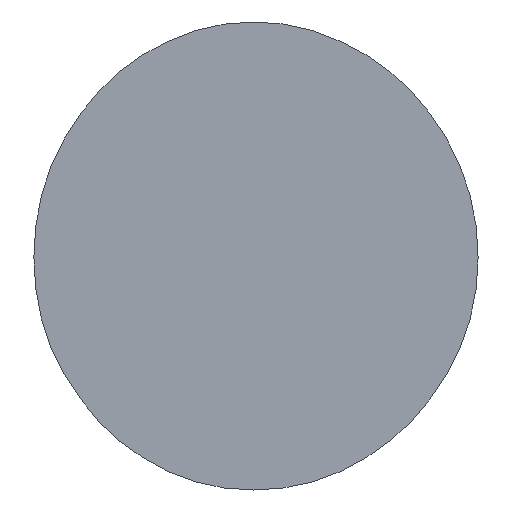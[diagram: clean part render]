
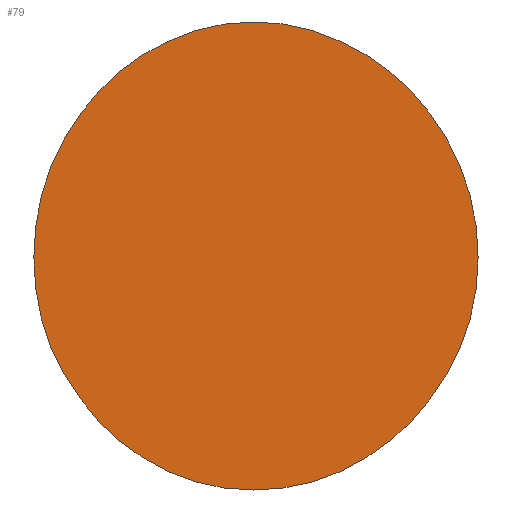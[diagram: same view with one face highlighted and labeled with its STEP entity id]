
A CAD part, front view. The second image highlights one B-rep face of the part: STEP entity #79.
In plain terms, the highlighted planar face has unit normal (0, -1, 0).
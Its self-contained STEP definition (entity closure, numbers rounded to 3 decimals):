
#12=ORIENTED_EDGE('',*,*,#28,.F.);
#13=ORIENTED_EDGE('',*,*,#29,.F.);
#14=ORIENTED_EDGE('',*,*,#30,.F.);
#15=ORIENTED_EDGE('',*,*,#31,.F.);
#16=ORIENTED_EDGE('',*,*,#32,.F.);
#17=ORIENTED_EDGE('',*,*,#33,.F.);
#18=ORIENTED_EDGE('',*,*,#34,.F.);
#19=ORIENTED_EDGE('',*,*,#35,.F.);
#20=ORIENTED_EDGE('',*,*,#36,.F.);
#21=ORIENTED_EDGE('',*,*,#37,.F.);
#22=ORIENTED_EDGE('',*,*,#38,.F.);
#23=ORIENTED_EDGE('',*,*,#39,.F.);
#24=ORIENTED_EDGE('',*,*,#40,.F.);
#25=ORIENTED_EDGE('',*,*,#41,.F.);
#26=ORIENTED_EDGE('',*,*,#42,.F.);
#27=ORIENTED_EDGE('',*,*,#43,.F.);
#28=EDGE_CURVE('',#44,#45,#60,.T.);
#29=EDGE_CURVE('',#46,#44,#61,.T.);
#30=EDGE_CURVE('',#47,#46,#62,.T.);
#31=EDGE_CURVE('',#48,#47,#63,.T.);
#32=EDGE_CURVE('',#49,#48,#64,.T.);
#33=EDGE_CURVE('',#50,#49,#65,.T.);
#34=EDGE_CURVE('',#51,#50,#66,.T.);
#35=EDGE_CURVE('',#52,#51,#67,.T.);
#36=EDGE_CURVE('',#53,#52,#68,.T.);
#37=EDGE_CURVE('',#54,#53,#69,.T.);
#38=EDGE_CURVE('',#55,#54,#70,.T.);
#39=EDGE_CURVE('',#56,#55,#71,.T.);
#40=EDGE_CURVE('',#57,#56,#72,.T.);
#41=EDGE_CURVE('',#58,#57,#73,.T.);
#42=EDGE_CURVE('',#59,#58,#74,.T.);
#43=EDGE_CURVE('',#45,#59,#75,.T.);
#44=VERTEX_POINT('',#141);
#45=VERTEX_POINT('',#142);
#46=VERTEX_POINT('',#144);
#47=VERTEX_POINT('',#146);
#48=VERTEX_POINT('',#148);
#49=VERTEX_POINT('',#150);
#50=VERTEX_POINT('',#152);
#51=VERTEX_POINT('',#154);
#52=VERTEX_POINT('',#156);
#53=VERTEX_POINT('',#158);
#54=VERTEX_POINT('',#160);
#55=VERTEX_POINT('',#162);
#56=VERTEX_POINT('',#164);
#57=VERTEX_POINT('',#166);
#58=VERTEX_POINT('',#168);
#59=VERTEX_POINT('',#170);
#60=CIRCLE('',#86,0.123);
#61=CIRCLE('',#87,0.128);
#62=CIRCLE('',#88,0.131);
#63=CIRCLE('',#89,0.12);
#64=CIRCLE('',#90,0.109);
#65=CIRCLE('',#91,0.107);
#66=CIRCLE('',#92,0.116);
#67=CIRCLE('',#93,0.136);
#68=CIRCLE('',#94,0.134);
#69=CIRCLE('',#95,0.129);
#70=CIRCLE('',#96,0.148);
#71=CIRCLE('',#97,0.126);
#72=CIRCLE('',#98,0.111);
#73=CIRCLE('',#99,0.114);
#74=CIRCLE('',#100,0.131);
#75=CIRCLE('',#101,0.142);
#76=EDGE_LOOP('',(#12,#13,#14,#15,#16,#17,#18,#19,#20,#21,#22,#23,#24,#25,
#26,#27));
#77=FACE_BOUND('',#76,.T.);
#78=PLANE('',#85);
#79=ADVANCED_FACE('',(#77),#78,.T.);
#85=AXIS2_PLACEMENT_3D('',#139,#104,#105);
#86=AXIS2_PLACEMENT_3D('',#140,#106,#107);
#87=AXIS2_PLACEMENT_3D('',#143,#108,#109);
#88=AXIS2_PLACEMENT_3D('',#145,#110,#111);
#89=AXIS2_PLACEMENT_3D('',#147,#112,#113);
#90=AXIS2_PLACEMENT_3D('',#149,#114,#115);
#91=AXIS2_PLACEMENT_3D('',#151,#116,#117);
#92=AXIS2_PLACEMENT_3D('',#153,#118,#119);
#93=AXIS2_PLACEMENT_3D('',#155,#120,#121);
#94=AXIS2_PLACEMENT_3D('',#157,#122,#123);
#95=AXIS2_PLACEMENT_3D('',#159,#124,#125);
#96=AXIS2_PLACEMENT_3D('',#161,#126,#127);
#97=AXIS2_PLACEMENT_3D('',#163,#128,#129);
#98=AXIS2_PLACEMENT_3D('',#165,#130,#131);
#99=AXIS2_PLACEMENT_3D('',#167,#132,#133);
#100=AXIS2_PLACEMENT_3D('',#169,#134,#135);
#101=AXIS2_PLACEMENT_3D('',#171,#136,#137);
#104=DIRECTION('',(0.,-1.,0.));
#105=DIRECTION('',(1.,0.,0.));
#106=DIRECTION('',(0.,1.,0.));
#107=DIRECTION('',(1.,0.,0.007));
#108=DIRECTION('',(0.,1.,0.));
#109=DIRECTION('',(0.922,0.,0.388));
#110=DIRECTION('',(0.,1.,0.));
#111=DIRECTION('',(0.722,0.,0.692));
#112=DIRECTION('',(0.,1.,0.));
#113=DIRECTION('',(0.402,0.,0.915));
#114=DIRECTION('',(0.,1.,0.));
#115=DIRECTION('',(-0.007,0.,1.));
#116=DIRECTION('',(0.,1.,0.));
#117=DIRECTION('',(-0.432,0.,0.902));
#118=DIRECTION('',(0.,1.,0.));
#119=DIRECTION('',(-0.738,0.,0.675));
#120=DIRECTION('',(0.,1.,0.));
#121=DIRECTION('',(-0.924,0.,0.383));
#122=DIRECTION('',(0.,1.,0.));
#123=DIRECTION('',(-1.,0.,-0.007));
#124=DIRECTION('',(0.,1.,0.));
#125=DIRECTION('',(-0.926,0.,-0.377));
#126=DIRECTION('',(0.,1.,0.));
#127=DIRECTION('',(-0.74,0.,-0.673));
#128=DIRECTION('',(0.,1.,0.));
#129=DIRECTION('',(-0.426,0.,-0.905));
#130=DIRECTION('',(0.,1.,0.));
#131=DIRECTION('',(0.004,0.,-1.));
#132=DIRECTION('',(0.,1.,0.));
#133=DIRECTION('',(0.41,0.,-0.912));
#134=DIRECTION('',(0.,1.,0.));
#135=DIRECTION('',(0.715,0.,-0.699));
#136=DIRECTION('',(0.,1.,0.));
#137=DIRECTION('',(0.915,0.,-0.403));
#139=CARTESIAN_POINT('',(1.821,0.,1.023));
#140=CARTESIAN_POINT('',(1.698,0.,1.022));
#141=CARTESIAN_POINT('',(1.821,0.,1.023));
#142=CARTESIAN_POINT('',(1.811,0.,0.974));
#143=CARTESIAN_POINT('',(1.693,0.,1.024));
#144=CARTESIAN_POINT('',(1.811,0.,1.074));
#145=CARTESIAN_POINT('',(1.689,0.,1.023));
#146=CARTESIAN_POINT('',(1.784,0.,1.114));
#147=CARTESIAN_POINT('',(1.697,0.,1.032));
#148=CARTESIAN_POINT('',(1.745,0.,1.142));
#149=CARTESIAN_POINT('',(1.698,0.,1.043));
#150=CARTESIAN_POINT('',(1.698,0.,1.152));
#151=CARTESIAN_POINT('',(1.697,0.,1.045));
#152=CARTESIAN_POINT('',(1.651,0.,1.142));
#153=CARTESIAN_POINT('',(1.699,0.,1.036));
#154=CARTESIAN_POINT('',(1.613,0.,1.114));
#155=CARTESIAN_POINT('',(1.713,0.,1.021));
#156=CARTESIAN_POINT('',(1.587,0.,1.074));
#157=CARTESIAN_POINT('',(1.711,0.,1.024));
#158=CARTESIAN_POINT('',(1.578,0.,1.023));
#159=CARTESIAN_POINT('',(1.706,0.,1.022));
#160=CARTESIAN_POINT('',(1.587,0.,0.974));
#161=CARTESIAN_POINT('',(1.722,0.,1.033));
#162=CARTESIAN_POINT('',(1.613,0.,0.934));
#163=CARTESIAN_POINT('',(1.705,0.,1.02));
#164=CARTESIAN_POINT('',(1.651,0.,0.906));
#165=CARTESIAN_POINT('',(1.697,0.,1.007));
#166=CARTESIAN_POINT('',(1.698,0.,0.896));
#167=CARTESIAN_POINT('',(1.698,0.,1.01));
#168=CARTESIAN_POINT('',(1.745,0.,0.906));
#169=CARTESIAN_POINT('',(1.69,0.,1.025));
#170=CARTESIAN_POINT('',(1.784,0.,0.934));
#171=CARTESIAN_POINT('',(1.681,0.,1.031));
